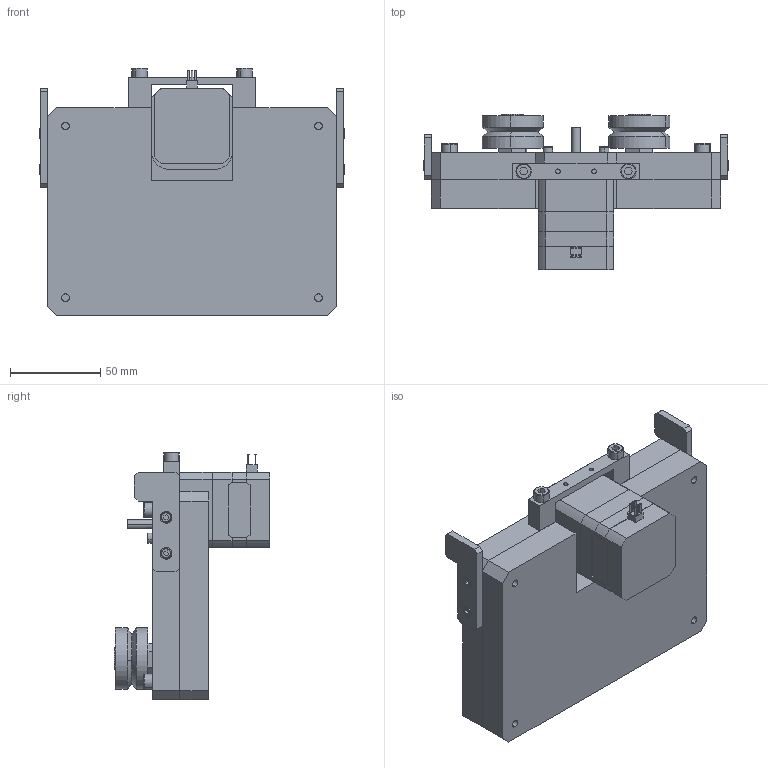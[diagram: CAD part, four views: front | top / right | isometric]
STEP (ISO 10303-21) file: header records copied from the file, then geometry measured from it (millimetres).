
FILE_DESCRIPTION (( 'STEP AP203' ), '1' );
FILE_NAME ('Bati_Correcteur_Axe_SansCapteur2_Un_sldprt.STEP', '2018-04-10T07:30:30', ( '' ), ( '' ), 'SwSTEP 2.0', 'SolidWorks 2017', '' );
FILE_SCHEMA (( 'CONFIG_CONTROL_DESIGN' ));
Length unit declared in the file: millimetre
Products named in the file (1): Bati_Correcteur_Axe_SansCapteur2_Un_sldprt
Bounding box: 169 x 86.3 x 137 mm (x, y, z)
Volume: 658267.6 mm3; surface area: 137609.1 mm2
Topology: 23 solids, 23 shells, 679 faces, 1610 edges, 1022 vertices
Faces by surface type: plane 346, cylinder 215, cone 90, torus 28
Entity records: 19527 total; most frequent: DIRECTION 3472, CARTESIAN_POINT 3381, ORIENTED_EDGE 3164, EDGE_CURVE 1582, AXIS2_PLACEMENT_3D 1235, VERTEX_POINT 1022, VECTOR 1002, LINE 1002
